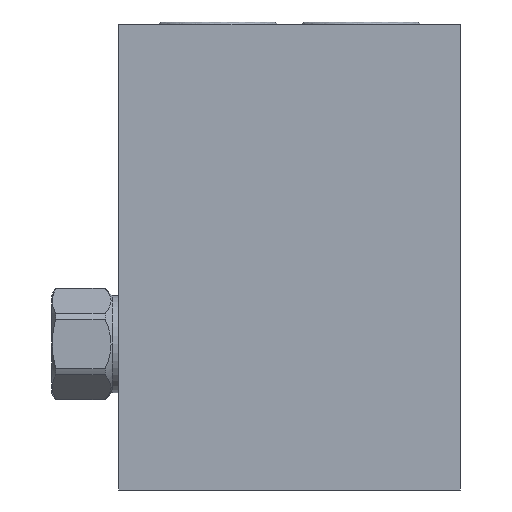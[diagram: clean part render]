
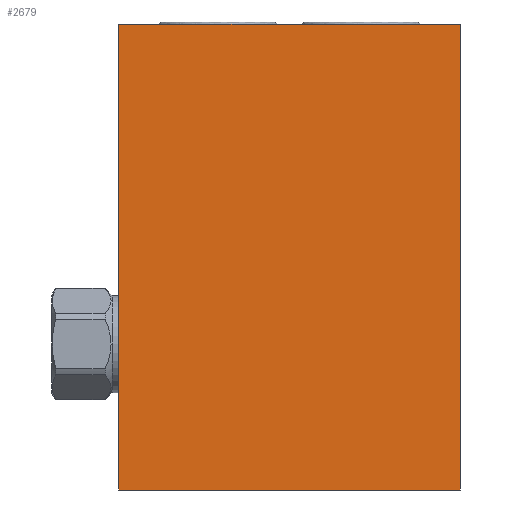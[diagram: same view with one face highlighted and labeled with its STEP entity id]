
A CAD part, front view. The second image highlights one B-rep face of the part: STEP entity #2679.
In plain terms, the highlighted planar face has unit normal (0, -1, 0).
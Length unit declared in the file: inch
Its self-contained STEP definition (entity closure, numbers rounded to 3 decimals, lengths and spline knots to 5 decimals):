
#5=DIRECTION('',(1.,0.,0.));
#6=VECTOR('',#5,3.);
#7=CARTESIAN_POINT('',(0.,-2.5,0.));
#8=LINE('',#7,#6);
#85=DIRECTION('',(0.,0.,1.));
#86=VECTOR('',#85,4.094);
#87=CARTESIAN_POINT('',(3.,-2.5,0.));
#88=LINE('',#87,#86);
#99=DIRECTION('',(0.,0.,1.));
#100=VECTOR('',#99,4.094);
#101=CARTESIAN_POINT('',(0.,-2.5,0.));
#102=LINE('',#101,#100);
#115=DIRECTION('',(1.,0.,0.));
#116=VECTOR('',#115,3.);
#117=CARTESIAN_POINT('',(0.,-2.5,4.094));
#118=LINE('',#117,#116);
#2202=CARTESIAN_POINT('',(0.,-2.5,0.));
#2204=VERTEX_POINT('',#2202);
#2205=CARTESIAN_POINT('',(3.,-2.5,0.));
#2206=VERTEX_POINT('',#2205);
#2210=CARTESIAN_POINT('',(0.,-2.5,4.094));
#2212=VERTEX_POINT('',#2210);
#2213=CARTESIAN_POINT('',(3.,-2.5,4.094));
#2214=VERTEX_POINT('',#2213);
#2667=CARTESIAN_POINT('',(0.,-2.5,0.));
#2668=DIRECTION('',(0.,-1.,0.));
#2669=DIRECTION('',(1.,0.,0.));
#2670=AXIS2_PLACEMENT_3D('',#2667,#2668,#2669);
#2671=PLANE('',#2670);
#2672=ORIENTED_EDGE('',*,*,#2573,.F.);
#2673=ORIENTED_EDGE('',*,*,#2616,.T.);
#2675=ORIENTED_EDGE('',*,*,#2674,.T.);
#2676=ORIENTED_EDGE('',*,*,#2653,.F.);
#2677=EDGE_LOOP('',(#2672,#2673,#2675,#2676));
#2678=FACE_OUTER_BOUND('',#2677,.F.);
#2679=ADVANCED_FACE('',(#2678),#2671,.T.);
#2573=EDGE_CURVE('',#2204,#2206,#8,.T.);
#2616=EDGE_CURVE('',#2204,#2212,#102,.T.);
#2653=EDGE_CURVE('',#2206,#2214,#88,.T.);
#2674=EDGE_CURVE('',#2212,#2214,#118,.T.);
